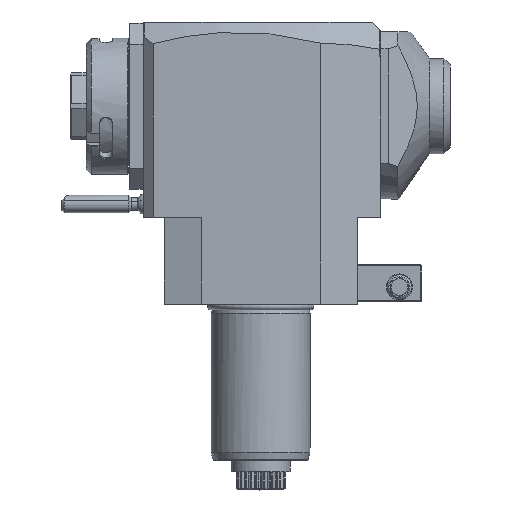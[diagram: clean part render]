
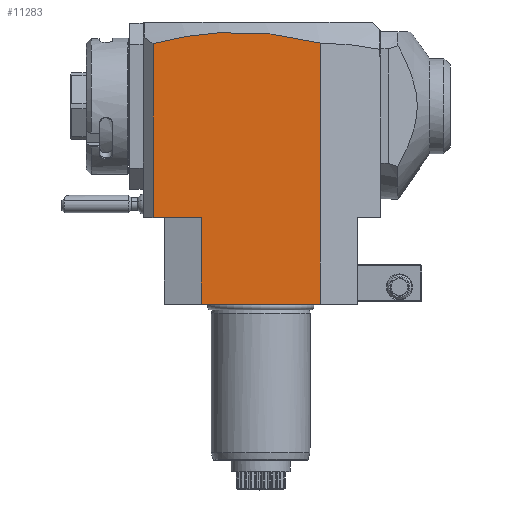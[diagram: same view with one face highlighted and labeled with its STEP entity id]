
A CAD part, top view. The second image highlights one B-rep face of the part: STEP entity #11283.
In plain terms, the highlighted planar face has unit normal (0, 0, 1).
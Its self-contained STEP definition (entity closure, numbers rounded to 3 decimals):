
#1=DIRECTION('',(-1.,0.,0.));
#2=VECTOR('',#1,48.);
#3=CARTESIAN_POINT('',(24.,0.,37.5));
#4=LINE('',#3,#2);
#43=DIRECTION('',(-1.,0.,0.));
#44=VECTOR('',#43,19.5);
#45=CARTESIAN_POINT('',(-24.,35.,37.5));
#46=LINE('',#45,#44);
#47=DIRECTION('',(0.,1.,0.));
#48=VECTOR('',#47,70.258);
#49=CARTESIAN_POINT('',(-43.5,35.,37.5));
#50=LINE('',#49,#48);
#51=CARTESIAN_POINT('',(24.,105.435,37.5));
#52=CARTESIAN_POINT('',(18.371,106.939,37.5));
#53=CARTESIAN_POINT('',(7.115,109.162,37.5));
#54=CARTESIAN_POINT('',(-9.762,110.233,37.5));
#55=CARTESIAN_POINT('',(-26.635,109.072,37.5));
#56=CARTESIAN_POINT('',(-37.879,106.791,37.5));
#57=CARTESIAN_POINT('',(-43.5,105.258,37.5));
#59=DIRECTION('',(0.,-1.,0.));
#60=VECTOR('',#59,105.435);
#61=CARTESIAN_POINT('',(24.,105.435,37.5));
#62=LINE('',#61,#60);
#5099=DIRECTION('',(0.,-1.,0.));
#5100=VECTOR('',#5099,35.);
#5101=CARTESIAN_POINT('',(-24.,35.,37.5));
#5102=LINE('',#5101,#5100);
#10481=VERTEX_POINT('',#51);
#10482=VERTEX_POINT('',#57);
#10790=CARTESIAN_POINT('',(-43.5,35.,37.5));
#10792=VERTEX_POINT('',#10790);
#10829=CARTESIAN_POINT('',(24.,0.,37.5));
#10830=CARTESIAN_POINT('',(-24.,0.,37.5));
#10831=VERTEX_POINT('',#10829);
#10832=VERTEX_POINT('',#10830);
#11225=CARTESIAN_POINT('',(-24.,35.,37.5));
#11226=VERTEX_POINT('',#11225);
#11265=CARTESIAN_POINT('',(-39.202,35.,37.5));
#11266=DIRECTION('',(0.,0.,1.));
#11267=DIRECTION('',(1.,0.,0.));
#11268=AXIS2_PLACEMENT_3D('',#11265,#11266,#11267);
#11269=PLANE('',#11268);
#11271=ORIENTED_EDGE('',*,*,#11270,.T.);
#11273=ORIENTED_EDGE('',*,*,#11272,.T.);
#11275=ORIENTED_EDGE('',*,*,#11274,.F.);
#11277=ORIENTED_EDGE('',*,*,#11276,.T.);
#11278=ORIENTED_EDGE('',*,*,#11234,.T.);
#11280=ORIENTED_EDGE('',*,*,#11279,.F.);
#11281=EDGE_LOOP('',(#11271,#11273,#11275,#11277,#11278,#11280));
#11282=FACE_OUTER_BOUND('',#11281,.F.);
#58=B_SPLINE_CURVE_WITH_KNOTS('',3,(#51,#52,#53,#54,#55,#56,#57),.UNSPECIFIED.,
.F.,.F.,(4,1,1,1,4),(0.,0.25,0.5,0.75,1.),.UNSPECIFIED.);
#11234=EDGE_CURVE('',#10831,#10832,#4,.T.);
#11270=EDGE_CURVE('',#11226,#10792,#46,.T.);
#11272=EDGE_CURVE('',#10792,#10482,#50,.T.);
#11274=EDGE_CURVE('',#10481,#10482,#58,.T.);
#11276=EDGE_CURVE('',#10481,#10831,#62,.T.);
#11279=EDGE_CURVE('',#11226,#10832,#5102,.T.);
#11283=ADVANCED_FACE('',(#11282),#11269,.T.);
